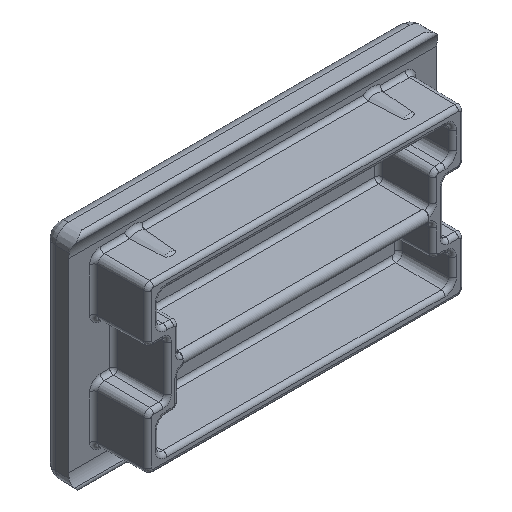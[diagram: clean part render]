
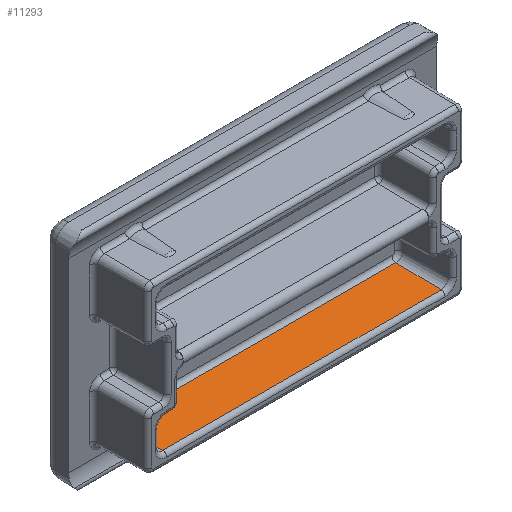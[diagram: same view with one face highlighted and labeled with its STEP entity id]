
A CAD part, isometric view. The second image highlights one B-rep face of the part: STEP entity #11293.
In plain terms, the highlighted planar face has unit normal (0, -0.018, 1).
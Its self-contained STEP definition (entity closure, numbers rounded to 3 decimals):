
#8177 = CYLINDRICAL_SURFACE('',#8178,0.3);
#8178 = AXIS2_PLACEMENT_3D('',#8179,#8180,#8181);
#8179 = CARTESIAN_POINT('',(-11.5,0.3,-5.665));
#8180 = DIRECTION('',(1.,0.,0.));
#8181 = DIRECTION('',(0.,0.,-1.));
#10293 = VERTEX_POINT('',#10294);
#10294 = CARTESIAN_POINT('',(-10.5,3.705,-5.305));
#10302 = CONICAL_SURFACE('',#10303,0.5,0.017);
#10303 = AXIS2_PLACEMENT_3D('',#10304,#10305,#10306);
#10304 = CARTESIAN_POINT('',(-10.5,4.,-4.8));
#10305 = DIRECTION('',(0.,-1.,0.));
#10306 = DIRECTION('',(1.,0.,0.));
#10333 = EDGE_CURVE('',#10334,#10293,#10336,.T.);
#10334 = VERTEX_POINT('',#10335);
#10335 = CARTESIAN_POINT('',(-10.5,0.295,-5.365));
#10336 = SURFACE_CURVE('',#10337,(#10341,#10348),.PCURVE_S1.);
#10337 = LINE('',#10338,#10339);
#10338 = CARTESIAN_POINT('',(-10.5,4.,-5.3));
#10339 = VECTOR('',#10340,1.);
#10340 = DIRECTION('',(0.,1.,0.017));
#10341 = PCURVE('',#10302,#10342);
#10342 = DEFINITIONAL_REPRESENTATION('',(#10343),#10347);
#10343 = LINE('',#10344,#10345);
#10344 = CARTESIAN_POINT('',(4.712,0.));
#10345 = VECTOR('',#10346,1.);
#10346 = DIRECTION('',(0.,-1.));
#10347 = ( GEOMETRIC_REPRESENTATION_CONTEXT(2) 
PARAMETRIC_REPRESENTATION_CONTEXT() REPRESENTATION_CONTEXT('2D SPACE',''
  ) );
#10348 = PCURVE('',#10349,#10354);
#10349 = PLANE('',#10350);
#10350 = AXIS2_PLACEMENT_3D('',#10351,#10352,#10353);
#10351 = CARTESIAN_POINT('',(10.5,4.,-5.3));
#10352 = DIRECTION('',(0.,-0.017,1.));
#10353 = DIRECTION('',(0.,-1.,-0.017));
#10354 = DEFINITIONAL_REPRESENTATION('',(#10355),#10359);
#10355 = LINE('',#10356,#10357);
#10356 = CARTESIAN_POINT('',(-0.,-21.));
#10357 = VECTOR('',#10358,1.);
#10358 = DIRECTION('',(-1.,0.));
#10359 = ( GEOMETRIC_REPRESENTATION_CONTEXT(2) 
PARAMETRIC_REPRESENTATION_CONTEXT() REPRESENTATION_CONTEXT('2D SPACE',''
  ) );
#11149 = CONICAL_SURFACE('',#11150,0.5,0.017);
#11150 = AXIS2_PLACEMENT_3D('',#11151,#11152,#11153);
#11151 = CARTESIAN_POINT('',(10.5,4.,-4.8));
#11152 = DIRECTION('',(0.,-1.,0.));
#11153 = DIRECTION('',(1.,0.,0.));
#11213 = VERTEX_POINT('',#11214);
#11214 = CARTESIAN_POINT('',(10.5,3.705,-5.305));
#11250 = VERTEX_POINT('',#11251);
#11251 = CARTESIAN_POINT('',(10.5,0.295,-5.365));
#11273 = EDGE_CURVE('',#11250,#11213,#11274,.T.);
#11274 = SURFACE_CURVE('',#11275,(#11279,#11286),.PCURVE_S1.);
#11275 = LINE('',#11276,#11277);
#11276 = CARTESIAN_POINT('',(10.5,4.,-5.3));
#11277 = VECTOR('',#11278,1.);
#11278 = DIRECTION('',(0.,1.,0.017));
#11279 = PCURVE('',#11149,#11280);
#11280 = DEFINITIONAL_REPRESENTATION('',(#11281),#11285);
#11281 = LINE('',#11282,#11283);
#11282 = CARTESIAN_POINT('',(4.712,0.));
#11283 = VECTOR('',#11284,1.);
#11284 = DIRECTION('',(0.,-1.));
#11285 = ( GEOMETRIC_REPRESENTATION_CONTEXT(2) 
PARAMETRIC_REPRESENTATION_CONTEXT() REPRESENTATION_CONTEXT('2D SPACE',''
  ) );
#11286 = PCURVE('',#10349,#11287);
#11287 = DEFINITIONAL_REPRESENTATION('',(#11288),#11292);
#11288 = LINE('',#11289,#11290);
#11289 = CARTESIAN_POINT('',(0.,0.));
#11290 = VECTOR('',#11291,1.);
#11291 = DIRECTION('',(-1.,0.));
#11292 = ( GEOMETRIC_REPRESENTATION_CONTEXT(2) 
PARAMETRIC_REPRESENTATION_CONTEXT() REPRESENTATION_CONTEXT('2D SPACE',''
  ) );
#11293 = ADVANCED_FACE('',(#11294),#10349,.T.);
#11294 = FACE_BOUND('',#11295,.T.);
#11295 = EDGE_LOOP('',(#11296,#11297,#11318,#11319));
#11296 = ORIENTED_EDGE('',*,*,#10333,.F.);
#11297 = ORIENTED_EDGE('',*,*,#11298,.F.);
#11298 = EDGE_CURVE('',#11250,#10334,#11299,.T.);
#11299 = SURFACE_CURVE('',#11300,(#11304,#11311),.PCURVE_S1.);
#11300 = LINE('',#11301,#11302);
#11301 = CARTESIAN_POINT('',(10.5,0.295,-5.365));
#11302 = VECTOR('',#11303,1.);
#11303 = DIRECTION('',(-1.,0.,0.));
#11304 = PCURVE('',#10349,#11305);
#11305 = DEFINITIONAL_REPRESENTATION('',(#11306),#11310);
#11306 = LINE('',#11307,#11308);
#11307 = CARTESIAN_POINT('',(3.706,0.));
#11308 = VECTOR('',#11309,1.);
#11309 = DIRECTION('',(-0.,-1.));
#11310 = ( GEOMETRIC_REPRESENTATION_CONTEXT(2) 
PARAMETRIC_REPRESENTATION_CONTEXT() REPRESENTATION_CONTEXT('2D SPACE',''
  ) );
#11311 = PCURVE('',#8177,#11312);
#11312 = DEFINITIONAL_REPRESENTATION('',(#11313),#11317);
#11313 = LINE('',#11314,#11315);
#11314 = CARTESIAN_POINT('',(3.159,22.));
#11315 = VECTOR('',#11316,1.);
#11316 = DIRECTION('',(0.,-1.));
#11317 = ( GEOMETRIC_REPRESENTATION_CONTEXT(2) 
PARAMETRIC_REPRESENTATION_CONTEXT() REPRESENTATION_CONTEXT('2D SPACE',''
  ) );
#11318 = ORIENTED_EDGE('',*,*,#11273,.T.);
#11319 = ORIENTED_EDGE('',*,*,#11320,.T.);
#11320 = EDGE_CURVE('',#11213,#10293,#11321,.T.);
#11321 = SURFACE_CURVE('',#11322,(#11326,#11333),.PCURVE_S1.);
#11322 = LINE('',#11323,#11324);
#11323 = CARTESIAN_POINT('',(-10.5,3.705,-5.305));
#11324 = VECTOR('',#11325,1.);
#11325 = DIRECTION('',(-1.,0.,0.));
#11326 = PCURVE('',#10349,#11327);
#11327 = DEFINITIONAL_REPRESENTATION('',(#11328),#11332);
#11328 = LINE('',#11329,#11330);
#11329 = CARTESIAN_POINT('',(0.295,-21.));
#11330 = VECTOR('',#11331,1.);
#11331 = DIRECTION('',(-0.,-1.));
#11332 = ( GEOMETRIC_REPRESENTATION_CONTEXT(2) 
PARAMETRIC_REPRESENTATION_CONTEXT() REPRESENTATION_CONTEXT('2D SPACE',''
  ) );
#11333 = PCURVE('',#11334,#11339);
#11334 = CYLINDRICAL_SURFACE('',#11335,0.3);
#11335 = AXIS2_PLACEMENT_3D('',#11336,#11337,#11338);
#11336 = CARTESIAN_POINT('',(10.5,3.7,-5.005));
#11337 = DIRECTION('',(-1.,0.,0.));
#11338 = DIRECTION('',(0.,0.,1.));
#11339 = DEFINITIONAL_REPRESENTATION('',(#11340),#11344);
#11340 = LINE('',#11341,#11342);
#11341 = CARTESIAN_POINT('',(3.124,21.));
#11342 = VECTOR('',#11343,1.);
#11343 = DIRECTION('',(0.,1.));
#11344 = ( GEOMETRIC_REPRESENTATION_CONTEXT(2) 
PARAMETRIC_REPRESENTATION_CONTEXT() REPRESENTATION_CONTEXT('2D SPACE',''
  ) );
